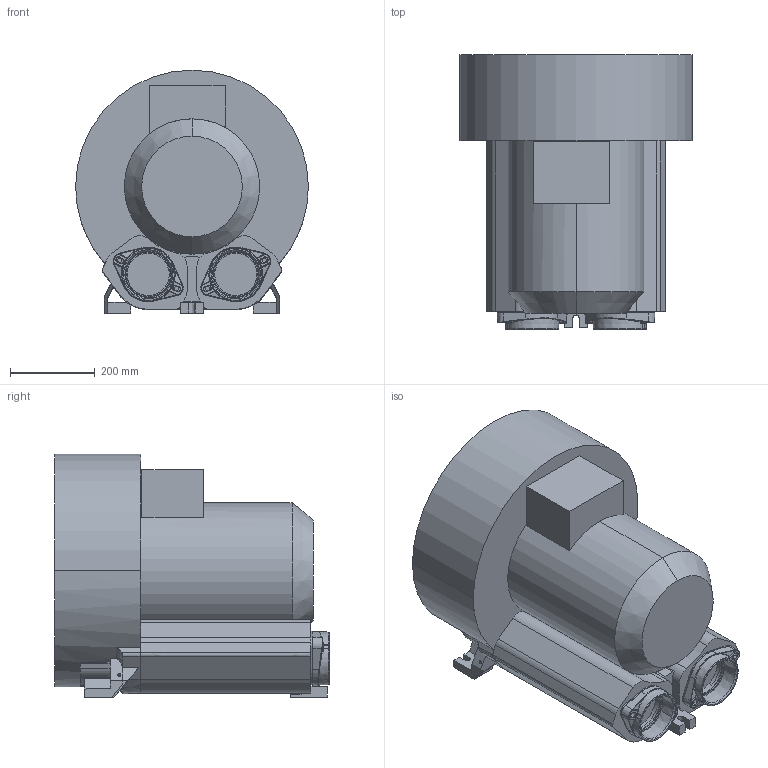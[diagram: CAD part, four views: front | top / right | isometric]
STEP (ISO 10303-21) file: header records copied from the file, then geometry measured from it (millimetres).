
FILE_DESCRIPTION((''),'2;1');
FILE_NAME('2RB910-1AQ17-JT','2025-09-17T',('Administrator'),(''),'PRO/ENGINEER BY PARAMETRIC TECHNOLOGY CORPORATION, 2007090','PRO/ENGINEER BY PARAMETRIC TECHNOLOGY CORPORATION, 2007090','');
FILE_SCHEMA(('AUTOMOTIVE_DESIGN_CC2 { 1 2 10303 214 -1 1 5 2 }'));
Length unit declared in the file: millimetre
Products named in the file (1): 2RB910-1AQ17-JT
Bounding box: 550 x 648.3 x 575.83 mm (x, y, z)
Volume: 4896.9 mm3; surface area: 1926668.2 mm2
Topology: 8 solids, 9 shells, 690 faces, 1838 edges, 1165 vertices
Faces by surface type: plane 225, cylinder 181, bspline 119, torus 76, cone 66, sphere 18, extrusion 5
Entity records: 28889 total; most frequent: CARTESIAN_POINT 12710, ORIENTED_EDGE 3632, DIRECTION 3078, EDGE_CURVE 1820, AXIS2_PLACEMENT_3D 1218, VERTEX_POINT 1171, EDGE_LOOP 723, FACE_OUTER_BOUND 690
